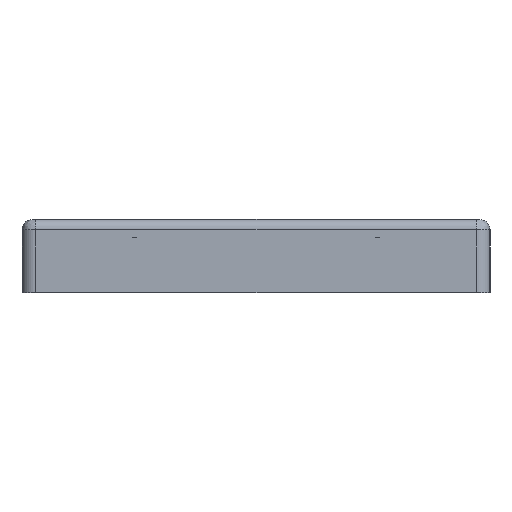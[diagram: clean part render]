
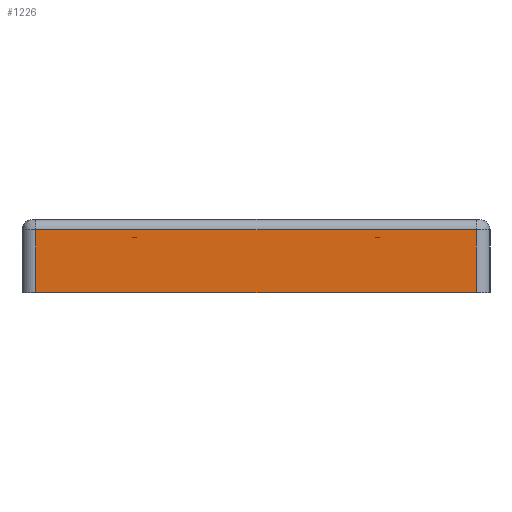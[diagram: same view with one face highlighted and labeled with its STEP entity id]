
A CAD part, left-side view. The second image highlights one B-rep face of the part: STEP entity #1226.
In plain terms, the highlighted planar face has unit normal (-1, 0, 0).
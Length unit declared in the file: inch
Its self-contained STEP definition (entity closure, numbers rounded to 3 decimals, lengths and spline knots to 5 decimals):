
#53=PLANE('',#1378);
#90=LINE('',#2026,#182);
#107=LINE('',#2109,#199);
#144=LINE('',#2218,#236);
#145=LINE('',#2220,#237);
#182=VECTOR('',#1566,4.);
#199=VECTOR('',#1645,4.);
#236=VECTOR('',#1766,0.56925);
#237=VECTOR('',#1769,0.56925);
#352=FACE_OUTER_BOUND('',#436,.T.);
#436=EDGE_LOOP('',(#1141,#1142,#1143,#1144));
#573=VERTEX_POINT('',#2020);
#574=VERTEX_POINT('',#2024);
#599=VERTEX_POINT('',#2106);
#600=VERTEX_POINT('',#2108);
#714=EDGE_CURVE('',#573,#574,#90,.T.);
#747=EDGE_CURVE('',#599,#600,#107,.T.);
#802=EDGE_CURVE('',#600,#573,#144,.T.);
#803=EDGE_CURVE('',#599,#574,#145,.T.);
#1141=ORIENTED_EDGE('',*,*,#714,.F.);
#1142=ORIENTED_EDGE('',*,*,#802,.F.);
#1143=ORIENTED_EDGE('',*,*,#747,.F.);
#1144=ORIENTED_EDGE('',*,*,#803,.T.);
#1226=ADVANCED_FACE('',(#352),#53,.T.);
#1378=AXIS2_PLACEMENT_3D('',#2219,#1767,#1768);
#1566=DIRECTION('',(0.,-1.,0.));
#1645=DIRECTION('',(0.,1.,0.));
#1766=DIRECTION('',(0.,0.,1.));
#1767=DIRECTION('center_axis',(-1.,0.,0.));
#1768=DIRECTION('ref_axis',(0.,1.,0.));
#1769=DIRECTION('',(0.,0.,1.));
#2020=CARTESIAN_POINT('',(-5.92502,2.00937,0.15625));
#2024=CARTESIAN_POINT('',(-5.92502,-1.99063,0.15625));
#2026=CARTESIAN_POINT('',(-5.92502,-1.05313,0.15625));
#2106=CARTESIAN_POINT('',(-5.92502,-1.99063,-0.413));
#2108=CARTESIAN_POINT('',(-5.92502,2.00937,-0.413));
#2109=CARTESIAN_POINT('',(-5.92502,-2.11563,-0.413));
#2218=CARTESIAN_POINT('',(-5.92502,2.00937,0.));
#2219=CARTESIAN_POINT('Origin',(-5.92502,-2.11563,0.));
#2220=CARTESIAN_POINT('',(-5.92502,-1.99063,0.));
